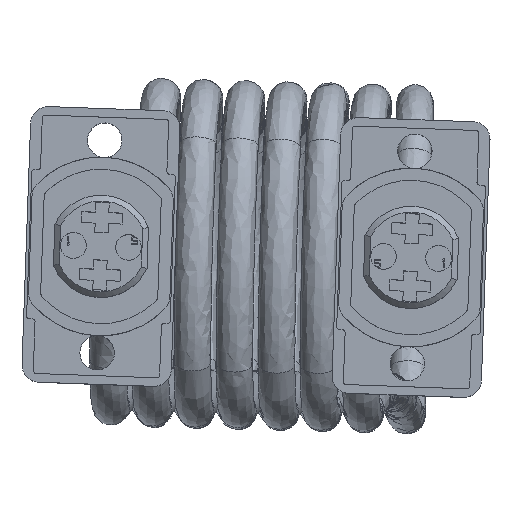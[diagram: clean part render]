
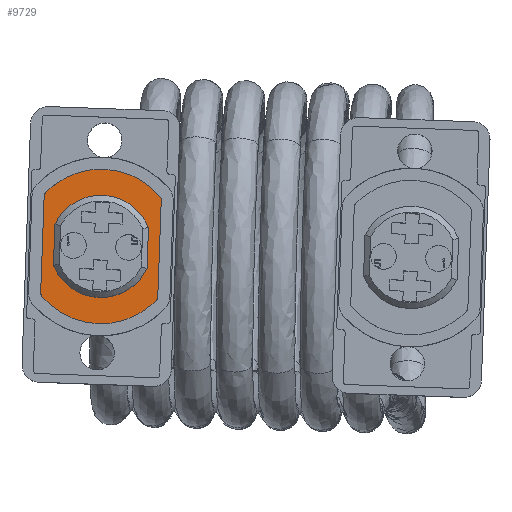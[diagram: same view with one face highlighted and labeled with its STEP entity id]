
A CAD part, top view. The second image highlights one B-rep face of the part: STEP entity #9729.
In plain terms, the highlighted face is planar.
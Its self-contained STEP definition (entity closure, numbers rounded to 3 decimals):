
#34=FACE_BOUND('',#1437,.T.);
#253=PLANE('',#10297);
#674=CIRCLE('',#10285,8.9);
#680=CIRCLE('',#10296,8.9);
#681=CIRCLE('',#10298,0.946);
#682=CIRCLE('',#10299,0.946);
#683=CIRCLE('',#10300,13.446);
#684=CIRCLE('',#10301,0.946);
#685=CIRCLE('',#10302,0.946);
#686=CIRCLE('',#10303,13.446);
#902=FACE_OUTER_BOUND('',#1436,.T.);
#1436=EDGE_LOOP('',(#7226,#7227,#7228,#7229,#7230,#7231,#7232,#7233));
#1437=EDGE_LOOP('',(#7234,#7235,#7236,#7237));
#1994=LINE('',#23238,#3034);
#2000=LINE('',#23264,#3040);
#2001=LINE('',#23272,#3041);
#2002=LINE('',#23280,#3042);
#3034=VECTOR('',#11132,7.152);
#3040=VECTOR('',#11160,7.152);
#3041=VECTOR('',#11169,16.815);
#3042=VECTOR('',#11176,16.815);
#4438=VERTEX_POINT('',#23235);
#4439=VERTEX_POINT('',#23237);
#4440=VERTEX_POINT('',#23241);
#4448=VERTEX_POINT('',#23262);
#4449=VERTEX_POINT('',#23268);
#4450=VERTEX_POINT('',#23269);
#4451=VERTEX_POINT('',#23271);
#4452=VERTEX_POINT('',#23273);
#4453=VERTEX_POINT('',#23275);
#4454=VERTEX_POINT('',#23277);
#4455=VERTEX_POINT('',#23279);
#4456=VERTEX_POINT('',#23281);
#5487=EDGE_CURVE('',#4439,#4438,#1994,.T.);
#5490=EDGE_CURVE('',#4438,#4440,#674,.T.);
#5499=EDGE_CURVE('',#4440,#4448,#2000,.T.);
#5500=EDGE_CURVE('',#4448,#4439,#680,.T.);
#5501=EDGE_CURVE('',#4449,#4450,#681,.T.);
#5502=EDGE_CURVE('',#4450,#4451,#2001,.T.);
#5503=EDGE_CURVE('',#4451,#4452,#682,.T.);
#5504=EDGE_CURVE('',#4452,#4453,#683,.T.);
#5505=EDGE_CURVE('',#4453,#4454,#684,.T.);
#5506=EDGE_CURVE('',#4454,#4455,#2002,.T.);
#5507=EDGE_CURVE('',#4455,#4456,#685,.T.);
#5508=EDGE_CURVE('',#4456,#4449,#686,.T.);
#7226=ORIENTED_EDGE('',*,*,#5501,.T.);
#7227=ORIENTED_EDGE('',*,*,#5502,.T.);
#7228=ORIENTED_EDGE('',*,*,#5503,.T.);
#7229=ORIENTED_EDGE('',*,*,#5504,.T.);
#7230=ORIENTED_EDGE('',*,*,#5505,.T.);
#7231=ORIENTED_EDGE('',*,*,#5506,.T.);
#7232=ORIENTED_EDGE('',*,*,#5507,.T.);
#7233=ORIENTED_EDGE('',*,*,#5508,.T.);
#7234=ORIENTED_EDGE('',*,*,#5499,.T.);
#7235=ORIENTED_EDGE('',*,*,#5500,.T.);
#7236=ORIENTED_EDGE('',*,*,#5487,.T.);
#7237=ORIENTED_EDGE('',*,*,#5490,.T.);
#9729=ADVANCED_FACE('',(#902,#34),#253,.F.);
#10285=AXIS2_PLACEMENT_3D('',#23243,#11137,#11138);
#10296=AXIS2_PLACEMENT_3D('',#23266,#11163,#11164);
#10297=AXIS2_PLACEMENT_3D('',#23267,#11165,#11166);
#10298=AXIS2_PLACEMENT_3D('',#23270,#11167,#11168);
#10299=AXIS2_PLACEMENT_3D('',#23274,#11170,#11171);
#10300=AXIS2_PLACEMENT_3D('',#23276,#11172,#11173);
#10301=AXIS2_PLACEMENT_3D('',#23278,#11174,#11175);
#10302=AXIS2_PLACEMENT_3D('',#23282,#11177,#11178);
#10303=AXIS2_PLACEMENT_3D('',#23283,#11179,#11180);
#11132=DIRECTION('',(0.,-1.,0.));
#11137=DIRECTION('center_axis',(0.,0.,1.));
#11138=DIRECTION('ref_axis',(-0.916,0.402,0.));
#11160=DIRECTION('',(0.,1.,0.));
#11163=DIRECTION('center_axis',(0.,0.,1.));
#11164=DIRECTION('ref_axis',(0.916,-0.402,0.));
#11165=DIRECTION('center_axis',(0.,0.,1.));
#11166=DIRECTION('ref_axis',(1.,0.,0.));
#11167=DIRECTION('center_axis',(0.,0.,-1.));
#11168=DIRECTION('ref_axis',(0.74,0.673,0.));
#11169=DIRECTION('',(0.,1.,0.));
#11170=DIRECTION('center_axis',(0.,0.,-1.));
#11171=DIRECTION('ref_axis',(1.,0.,0.));
#11172=DIRECTION('center_axis',(0.,0.,-1.));
#11173=DIRECTION('ref_axis',(0.74,-0.673,0.));
#11174=DIRECTION('center_axis',(0.,0.,-1.));
#11175=DIRECTION('ref_axis',(-0.74,-0.673,0.));
#11176=DIRECTION('',(0.,-1.,0.));
#11177=DIRECTION('center_axis',(0.,0.,-1.));
#11178=DIRECTION('ref_axis',(-1.,0.,0.));
#11179=DIRECTION('center_axis',(0.,0.,-1.));
#11180=DIRECTION('ref_axis',(-0.74,0.673,0.));
#23235=CARTESIAN_POINT('',(-28.361,9.129,-13.));
#23237=CARTESIAN_POINT('',(-28.361,16.281,-13.));
#23238=CARTESIAN_POINT('',(-28.361,10.917,-13.));
#23241=CARTESIAN_POINT('',(-12.061,9.129,-13.));
#23243=CARTESIAN_POINT('Origin',(-20.211,12.705,-13.));
#23262=CARTESIAN_POINT('',(-12.061,16.281,-13.));
#23264=CARTESIAN_POINT('',(-12.061,14.493,-13.));
#23266=CARTESIAN_POINT('Origin',(-20.211,12.705,-13.));
#23267=CARTESIAN_POINT('Origin',(-20.211,12.705,-13.));
#23268=CARTESIAN_POINT('',(-30.161,3.661,-13.));
#23269=CARTESIAN_POINT('',(-30.408,4.298,-13.));
#23270=CARTESIAN_POINT('Origin',(-29.461,4.298,-13.));
#23271=CARTESIAN_POINT('',(-30.408,21.113,-13.));
#23272=CARTESIAN_POINT('',(-30.408,8.501,-13.));
#23273=CARTESIAN_POINT('',(-30.161,21.749,-13.));
#23274=CARTESIAN_POINT('Origin',(-29.461,21.113,-13.));
#23275=CARTESIAN_POINT('',(-10.261,21.749,-13.));
#23276=CARTESIAN_POINT('Origin',(-20.211,12.705,-13.));
#23277=CARTESIAN_POINT('',(-10.015,21.113,-13.));
#23278=CARTESIAN_POINT('Origin',(-10.961,21.113,-13.));
#23279=CARTESIAN_POINT('',(-10.015,4.298,-13.));
#23280=CARTESIAN_POINT('',(-10.015,16.909,-13.));
#23281=CARTESIAN_POINT('',(-10.261,3.661,-13.));
#23282=CARTESIAN_POINT('Origin',(-10.961,4.298,-13.));
#23283=CARTESIAN_POINT('Origin',(-20.211,12.705,-13.));
